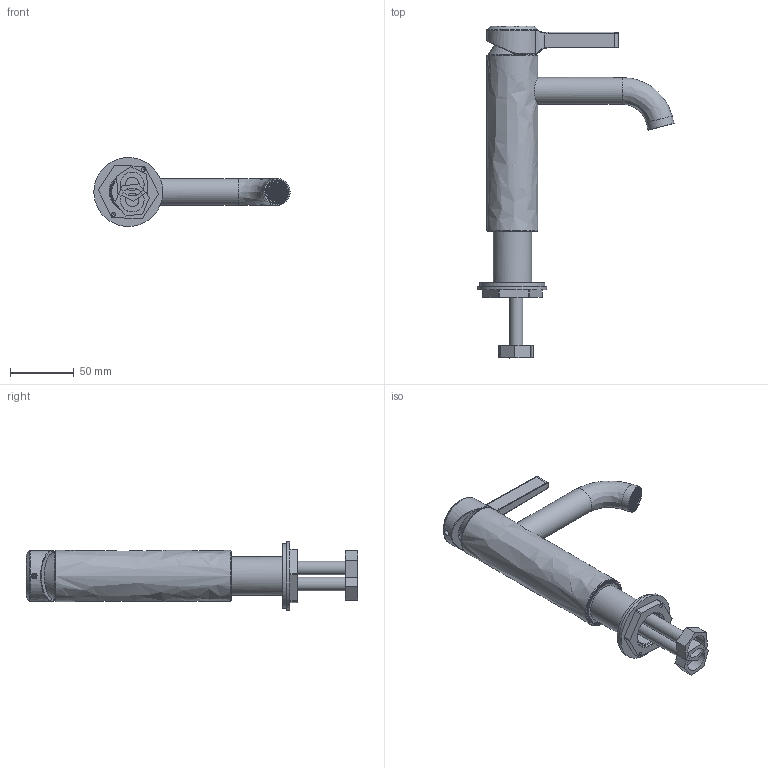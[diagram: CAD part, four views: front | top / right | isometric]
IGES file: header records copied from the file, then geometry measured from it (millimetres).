
Global section: file name: T2010-CTR; native system: Autodesk Inventor 2020; preprocessor: unknown; author: camerond; date: 20221207.083900; units: millimetre
Bounding box: 153.49 x 259.75 x 53.94 mm (x, y, z)
Volume: 225286.9 mm3; surface area: 107237.4 mm2
Topology: 28 solids, 30 shells, 2874 faces, 7233 edges, 4515 vertices
Faces by surface type: bspline 2874
